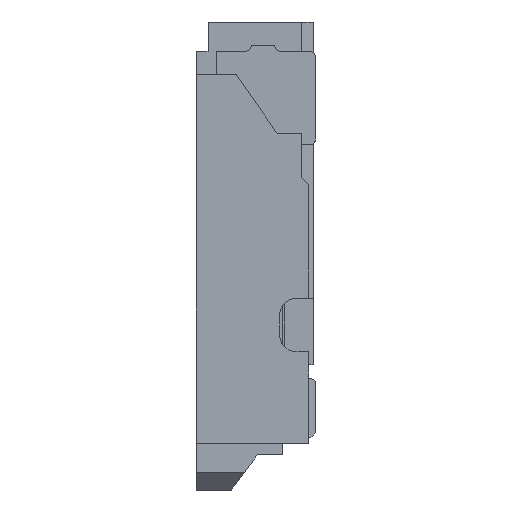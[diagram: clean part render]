
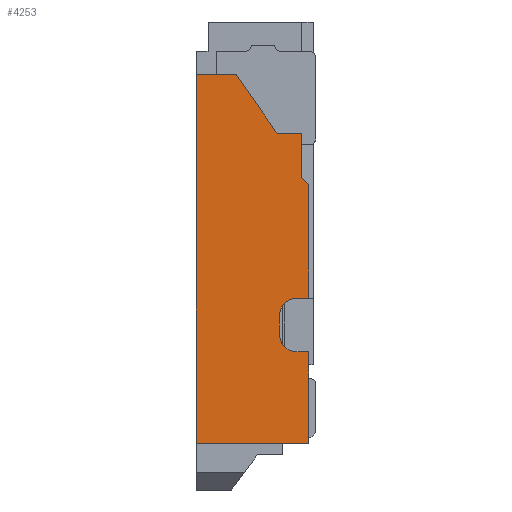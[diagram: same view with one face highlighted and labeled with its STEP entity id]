
A CAD part, left-side view. The second image highlights one B-rep face of the part: STEP entity #4253.
In plain terms, the highlighted planar face has unit normal (-1, 0, 0).
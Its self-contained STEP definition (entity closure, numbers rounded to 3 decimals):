
#70 = VERTEX_POINT ( 'NONE', #10722 ) ;
#210 = VERTEX_POINT ( 'NONE', #8236 ) ;
#263 = VECTOR ( 'NONE', #2235, 1000. ) ;
#439 = VECTOR ( 'NONE', #11769, 1000. ) ;
#796 = LINE ( 'NONE', #8534, #9764 ) ;
#1015 = DIRECTION ( 'NONE',  ( 0., 0., 1. ) ) ;
#1732 = LINE ( 'NONE', #10674, #2578 ) ;
#1797 = CIRCLE ( 'NONE', #4225, 0.15 ) ;
#1831 = VECTOR ( 'NONE', #11892, 1000. ) ;
#1937 = CARTESIAN_POINT ( 'NONE',  ( -2.1, 1.02, 1.35 ) ) ;
#2055 = ORIENTED_EDGE ( 'NONE', *, *, #3762, .T. ) ;
#2101 = EDGE_CURVE ( 'NONE', #10282, #70, #1797, .T. ) ;
#2123 = CARTESIAN_POINT ( 'NONE',  ( -2.1, 1.02, 1.35 ) ) ;
#2146 = LINE ( 'NONE', #6003, #10848 ) ;
#2148 = CARTESIAN_POINT ( 'NONE',  ( -2.1, 0.33, 0.85 ) ) ;
#2235 = DIRECTION ( 'NONE',  ( 0., 0.574, 0.819 ) ) ;
#2248 = CARTESIAN_POINT ( 'NONE',  ( -2.1, 0.06, -1.8 ) ) ;
#2368 = DIRECTION ( 'NONE',  ( 0., 0., 1. ) ) ;
#2578 = VECTOR ( 'NONE', #10489, 1000. ) ;
#2793 = DIRECTION ( 'NONE',  ( 0., 1., 0. ) ) ;
#2933 = DIRECTION ( 'NONE',  ( 0., 0.707, 0.707 ) ) ;
#3197 = ORIENTED_EDGE ( 'NONE', *, *, #11731, .T. ) ;
#3270 = VERTEX_POINT ( 'NONE', #3813 ) ;
#3273 = EDGE_CURVE ( 'NONE', #4830, #10871, #11627, .T. ) ;
#3330 = CARTESIAN_POINT ( 'NONE',  ( -2.1, 0.12, 0.47 ) ) ;
#3522 = ORIENTED_EDGE ( 'NONE', *, *, #10656, .T. ) ;
#3546 = ORIENTED_EDGE ( 'NONE', *, *, #4929, .T. ) ;
#3617 = DIRECTION ( 'NONE',  ( 0., 0., 1. ) ) ;
#3762 = EDGE_CURVE ( 'NONE', #70, #4859, #9636, .T. ) ;
#3813 = CARTESIAN_POINT ( 'NONE',  ( -2.1, 0.68, 1.35 ) ) ;
#3845 = VERTEX_POINT ( 'NONE', #7598 ) ;
#3950 = EDGE_CURVE ( 'NONE', #7800, #10282, #2146, .T. ) ;
#3975 = DIRECTION ( 'NONE',  ( 1., 0., 0. ) ) ;
#4025 = DIRECTION ( 'NONE',  ( 0., 0., 1. ) ) ;
#4157 = DIRECTION ( 'NONE',  ( 0., 0., -1. ) ) ;
#4163 = CARTESIAN_POINT ( 'NONE',  ( -2.1, 0.16, -0.87 ) ) ;
#4225 = AXIS2_PLACEMENT_3D ( 'NONE', #4163, #10692, #4025 ) ;
#4253 = ADVANCED_FACE ( 'NONE', ( #8145 ), #4278, .F. ) ;
#4264 = CARTESIAN_POINT ( 'NONE',  ( -2.1, 0.12, 0.85 ) ) ;
#4278 = PLANE ( 'NONE',  #5999 ) ;
#4303 = CARTESIAN_POINT ( 'NONE',  ( -2.1, 1.02, -1.8 ) ) ;
#4316 = VECTOR ( 'NONE', #2368, 1000. ) ;
#4331 = LINE ( 'NONE', #4264, #4316 ) ;
#4336 = VERTEX_POINT ( 'NONE', #2248 ) ;
#4509 = EDGE_CURVE ( 'NONE', #4336, #7800, #1732, .T. ) ;
#4518 = CARTESIAN_POINT ( 'NONE',  ( -2.1, 0.06, 0.41 ) ) ;
#4720 = CARTESIAN_POINT ( 'NONE',  ( -2.1, 0.06, -0.56 ) ) ;
#4805 = VECTOR ( 'NONE', #2793, 1000. ) ;
#4830 = VERTEX_POINT ( 'NONE', #4518 ) ;
#4859 = VERTEX_POINT ( 'NONE', #5264 ) ;
#4929 = EDGE_CURVE ( 'NONE', #8853, #7596, #7602, .T. ) ;
#4963 = CARTESIAN_POINT ( 'NONE',  ( -2.1, 0.06, 0.41 ) ) ;
#4994 = CARTESIAN_POINT ( 'NONE',  ( -2.1, 0.12, 0.85 ) ) ;
#5264 = CARTESIAN_POINT ( 'NONE',  ( -2.1, 0.31, -0.71 ) ) ;
#5284 = AXIS2_PLACEMENT_3D ( 'NONE', #6064, #3975, #7081 ) ;
#5308 = LINE ( 'NONE', #4303, #5680 ) ;
#5576 = ORIENTED_EDGE ( 'NONE', *, *, #12427, .T. ) ;
#5680 = VECTOR ( 'NONE', #7212, 1000. ) ;
#5888 = EDGE_CURVE ( 'NONE', #10784, #3270, #7695, .T. ) ;
#5999 = AXIS2_PLACEMENT_3D ( 'NONE', #2123, #12032, #4157 ) ;
#6003 = CARTESIAN_POINT ( 'NONE',  ( -2.1, 0.16, -1.02 ) ) ;
#6064 = CARTESIAN_POINT ( 'NONE',  ( -2.1, 0.16, -0.71 ) ) ;
#6090 = CARTESIAN_POINT ( 'NONE',  ( -2.1, 0.68, 1.35 ) ) ;
#6195 = EDGE_CURVE ( 'NONE', #3845, #10784, #11497, .T. ) ;
#6267 = ORIENTED_EDGE ( 'NONE', *, *, #12252, .T. ) ;
#6714 = CARTESIAN_POINT ( 'NONE',  ( -2.1, 0.33, 0.85 ) ) ;
#6744 = ORIENTED_EDGE ( 'NONE', *, *, #6195, .F. ) ;
#7081 = DIRECTION ( 'NONE',  ( 0., 0., 1. ) ) ;
#7212 = DIRECTION ( 'NONE',  ( 0., -1., 0. ) ) ;
#7596 = VERTEX_POINT ( 'NONE', #2148 ) ;
#7598 = CARTESIAN_POINT ( 'NONE',  ( -2.1, 1.02, -1.8 ) ) ;
#7602 = LINE ( 'NONE', #6714, #4805 ) ;
#7695 = LINE ( 'NONE', #1937, #1831 ) ;
#7784 = ORIENTED_EDGE ( 'NONE', *, *, #3273, .T. ) ;
#7800 = VERTEX_POINT ( 'NONE', #12065 ) ;
#7876 = LINE ( 'NONE', #4963, #439 ) ;
#8007 = CARTESIAN_POINT ( 'NONE',  ( -2.1, 0.16, -1.02 ) ) ;
#8145 = FACE_OUTER_BOUND ( 'NONE', #8745, .T. ) ;
#8236 = CARTESIAN_POINT ( 'NONE',  ( -2.1, 0.16, -0.56 ) ) ;
#8267 = ORIENTED_EDGE ( 'NONE', *, *, #5888, .F. ) ;
#8511 = CARTESIAN_POINT ( 'NONE',  ( -2.1, 0.12, 0.47 ) ) ;
#8514 = VECTOR ( 'NONE', #1015, 1000. ) ;
#8534 = CARTESIAN_POINT ( 'NONE',  ( -2.1, 0.06, -0.56 ) ) ;
#8640 = LINE ( 'NONE', #6090, #263 ) ;
#8745 = EDGE_LOOP ( 'NONE', ( #8899, #11895, #10700, #2055, #11469, #3197, #9450, #7784, #5576, #3546, #6267, #8267, #6744, #3522 ) ) ;
#8853 = VERTEX_POINT ( 'NONE', #4994 ) ;
#8899 = ORIENTED_EDGE ( 'NONE', *, *, #4509, .T. ) ;
#9450 = ORIENTED_EDGE ( 'NONE', *, *, #10697, .T. ) ;
#9636 = LINE ( 'NONE', #11545, #11852 ) ;
#9668 = DIRECTION ( 'NONE',  ( 0., -1., 0. ) ) ;
#9706 = CARTESIAN_POINT ( 'NONE',  ( -2.1, 1.02, 1.35 ) ) ;
#9764 = VECTOR ( 'NONE', #9668, 1000. ) ;
#9887 = DIRECTION ( 'NONE',  ( 0., 1., 0. ) ) ;
#9979 = VERTEX_POINT ( 'NONE', #4720 ) ;
#10282 = VERTEX_POINT ( 'NONE', #8007 ) ;
#10367 = CIRCLE ( 'NONE', #5284, 0.15 ) ;
#10489 = DIRECTION ( 'NONE',  ( 0., 0., 1. ) ) ;
#10558 = EDGE_CURVE ( 'NONE', #4859, #210, #10367, .T. ) ;
#10656 = EDGE_CURVE ( 'NONE', #3845, #4336, #5308, .T. ) ;
#10674 = CARTESIAN_POINT ( 'NONE',  ( -2.1, 0.06, -1.02 ) ) ;
#10692 = DIRECTION ( 'NONE',  ( 1., 0., 0. ) ) ;
#10697 = EDGE_CURVE ( 'NONE', #9979, #4830, #7876, .T. ) ;
#10700 = ORIENTED_EDGE ( 'NONE', *, *, #2101, .T. ) ;
#10722 = CARTESIAN_POINT ( 'NONE',  ( -2.1, 0.31, -0.87 ) ) ;
#10784 = VERTEX_POINT ( 'NONE', #10947 ) ;
#10848 = VECTOR ( 'NONE', #9887, 1000. ) ;
#10871 = VERTEX_POINT ( 'NONE', #3330 ) ;
#10897 = VECTOR ( 'NONE', #2933, 1000. ) ;
#10947 = CARTESIAN_POINT ( 'NONE',  ( -2.1, 1.02, 1.35 ) ) ;
#11469 = ORIENTED_EDGE ( 'NONE', *, *, #10558, .T. ) ;
#11497 = LINE ( 'NONE', #9706, #8514 ) ;
#11545 = CARTESIAN_POINT ( 'NONE',  ( -2.1, 0.31, -0.71 ) ) ;
#11627 = LINE ( 'NONE', #8511, #10897 ) ;
#11731 = EDGE_CURVE ( 'NONE', #210, #9979, #796, .T. ) ;
#11769 = DIRECTION ( 'NONE',  ( 0., 0., 1. ) ) ;
#11852 = VECTOR ( 'NONE', #3617, 1000. ) ;
#11892 = DIRECTION ( 'NONE',  ( 0., -1., 0. ) ) ;
#11895 = ORIENTED_EDGE ( 'NONE', *, *, #3950, .T. ) ;
#12032 = DIRECTION ( 'NONE',  ( 1., 0., 0. ) ) ;
#12065 = CARTESIAN_POINT ( 'NONE',  ( -2.1, 0.06, -1.02 ) ) ;
#12252 = EDGE_CURVE ( 'NONE', #7596, #3270, #8640, .T. ) ;
#12427 = EDGE_CURVE ( 'NONE', #10871, #8853, #4331, .T. ) ;
